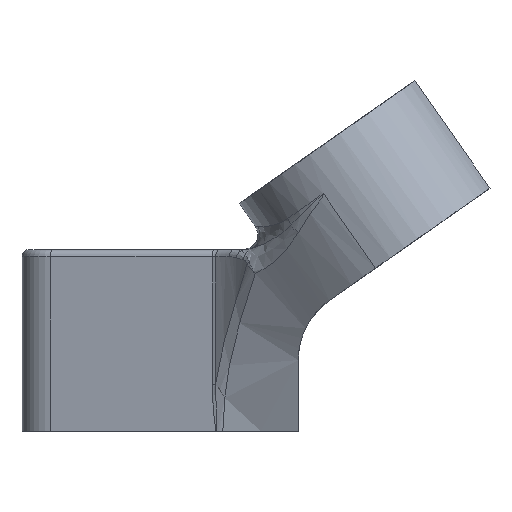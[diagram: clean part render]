
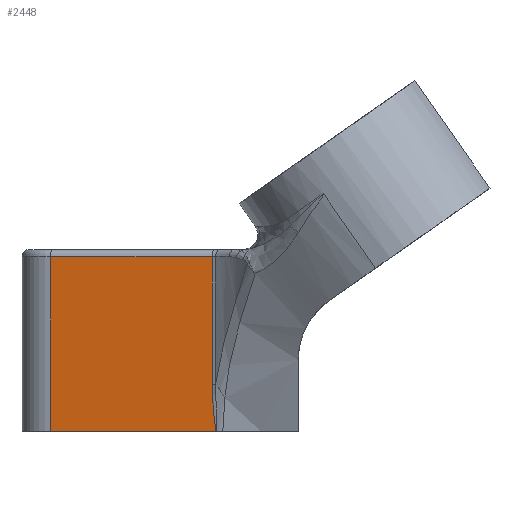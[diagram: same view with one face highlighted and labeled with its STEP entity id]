
A CAD part, left-side view. The second image highlights one B-rep face of the part: STEP entity #2448.
In plain terms, the highlighted planar face has unit normal (-0.977, 0.213, 0).
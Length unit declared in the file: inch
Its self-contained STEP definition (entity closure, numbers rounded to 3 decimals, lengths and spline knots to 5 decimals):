
#7 = CARTESIAN_POINT ( 'NONE',  ( -0.74558, 1.81555, 0.02526 ) ) ;
#15 = ORIENTED_EDGE ( 'NONE', *, *, #2666, .F. ) ;
#58 = LINE ( 'NONE', #1553, #1272 ) ;
#171 = LINE ( 'NONE', #1569, #4567 ) ;
#348 = ORIENTED_EDGE ( 'NONE', *, *, #1831, .T. ) ;
#438 = VECTOR ( 'NONE', #4354, 39.37008 ) ;
#578 = B_SPLINE_CURVE_WITH_KNOTS ( 'NONE', 3,
 ( #1193, #7, #2722, #1220, #1498, #1126, #2352, #3839 ),
 .UNSPECIFIED., .F., .F.,
 ( 4, 2, 2, 4 ),
 ( 0., 0.00041, 0.00082, 0.00164 ),
 .UNSPECIFIED. ) ;
#618 = DIRECTION ( 'NONE',  ( 0., 0., 1. ) ) ;
#806 = CARTESIAN_POINT ( 'NONE',  ( -0.74581, 1.81451, 0.01999 ) ) ;
#807 = EDGE_LOOP ( 'NONE', ( #15, #1928, #348, #2390, #3442 ) ) ;
#911 = CARTESIAN_POINT ( 'NONE',  ( -0.69618, 2.04188, 0.01999 ) ) ;
#916 = FACE_OUTER_BOUND ( 'NONE', #807, .T. ) ;
#1080 = EDGE_CURVE ( 'NONE', #3304, #2172, #578, .T. ) ;
#1126 = CARTESIAN_POINT ( 'NONE',  ( -0.74482, 1.81901, 0.06267 ) ) ;
#1193 = CARTESIAN_POINT ( 'NONE',  ( -0.74581, 1.81451, 0.01999 ) ) ;
#1220 = CARTESIAN_POINT ( 'NONE',  ( -0.74517, 1.81744, 0.04126 ) ) ;
#1272 = VECTOR ( 'NONE', #4009, 39.37008 ) ;
#1277 = LINE ( 'NONE', #4314, #4078 ) ;
#1342 = CARTESIAN_POINT ( 'NONE',  ( -0.69618, 2.04188, 0.53492 ) ) ;
#1498 = CARTESIAN_POINT ( 'NONE',  ( -0.74507, 1.81791, 0.04661 ) ) ;
#1553 = CARTESIAN_POINT ( 'NONE',  ( -0.74596, 1.81379, 0.01999 ) ) ;
#1569 = CARTESIAN_POINT ( 'NONE',  ( -0.74596, 1.81379, 0.25999 ) ) ;
#1831 = EDGE_CURVE ( 'NONE', #2172, #4732, #1277, .T. ) ;
#1928 = ORIENTED_EDGE ( 'NONE', *, *, #1080, .T. ) ;
#2001 = DIRECTION ( 'NONE',  ( -0.213, -0.977, 0. ) ) ;
#2172 = VERTEX_POINT ( 'NONE', #4235 ) ;
#2350 = DIRECTION ( 'NONE',  ( 0.213, 0.977, 0. ) ) ;
#2352 = CARTESIAN_POINT ( 'NONE',  ( -0.74475, 1.81937, 0.0734 ) ) ;
#2390 = ORIENTED_EDGE ( 'NONE', *, *, #4842, .T. ) ;
#2405 = DIRECTION ( 'NONE',  ( -0.977, 0.213, 0. ) ) ;
#2448 = ADVANCED_FACE ( 'NONE', ( #916 ), #3496, .T. ) ;
#2666 = EDGE_CURVE ( 'NONE', #3304, #4504, #58, .T. ) ;
#2722 = CARTESIAN_POINT ( 'NONE',  ( -0.74543, 1.81625, 0.03058 ) ) ;
#2725 = VERTEX_POINT ( 'NONE', #3253 ) ;
#3253 = CARTESIAN_POINT ( 'NONE',  ( -0.69618, 2.04188, 0.25999 ) ) ;
#3304 = VERTEX_POINT ( 'NONE', #806 ) ;
#3391 = EDGE_CURVE ( 'NONE', #2725, #4504, #4659, .T. ) ;
#3442 = ORIENTED_EDGE ( 'NONE', *, *, #3391, .T. ) ;
#3496 = PLANE ( 'NONE',  #3817 ) ;
#3572 = CARTESIAN_POINT ( 'NONE',  ( -0.74596, 1.81379, 0.53492 ) ) ;
#3817 = AXIS2_PLACEMENT_3D ( 'NONE', #3572, #2405, #2001 ) ;
#3839 = CARTESIAN_POINT ( 'NONE',  ( -0.74475, 1.81937, 0.08414 ) ) ;
#3913 = CARTESIAN_POINT ( 'NONE',  ( -0.74475, 1.81937, 0.25999 ) ) ;
#4009 = DIRECTION ( 'NONE',  ( 0.213, 0.977, 0. ) ) ;
#4078 = VECTOR ( 'NONE', #618, 39.37008 ) ;
#4235 = CARTESIAN_POINT ( 'NONE',  ( -0.74475, 1.81937, 0.08414 ) ) ;
#4314 = CARTESIAN_POINT ( 'NONE',  ( -0.74475, 1.81937, 0.53492 ) ) ;
#4354 = DIRECTION ( 'NONE',  ( 0., 0., -1. ) ) ;
#4504 = VERTEX_POINT ( 'NONE', #911 ) ;
#4567 = VECTOR ( 'NONE', #2350, 39.37008 ) ;
#4659 = LINE ( 'NONE', #1342, #438 ) ;
#4732 = VERTEX_POINT ( 'NONE', #3913 ) ;
#4842 = EDGE_CURVE ( 'NONE', #4732, #2725, #171, .T. ) ;
